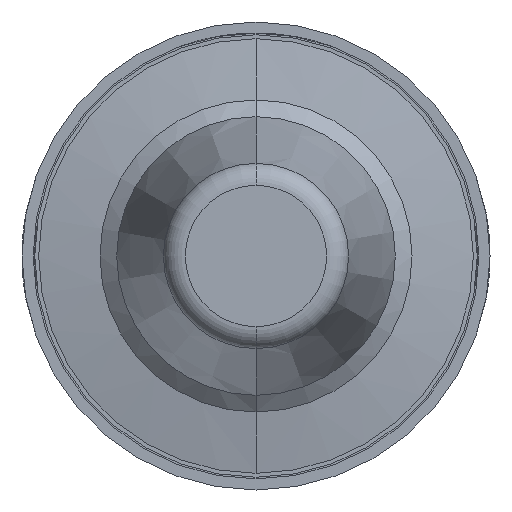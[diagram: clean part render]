
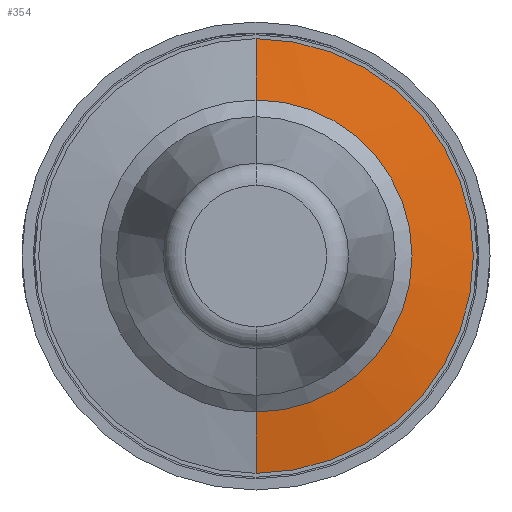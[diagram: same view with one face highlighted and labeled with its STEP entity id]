
A CAD part, front view. The second image highlights one B-rep face of the part: STEP entity #354.
In plain terms, the highlighted conical face has half-angle 80.134 degrees and reference radius 0.8 mm.
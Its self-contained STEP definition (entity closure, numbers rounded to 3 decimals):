
#69 = VERTEX_POINT ( 'NONE', #4095 ) ;
#115 = FACE_OUTER_BOUND ( 'NONE', #135, .T. ) ;
#135 = EDGE_LOOP ( 'NONE', ( #2640, #3891, #3113, #3749 ) ) ;
#144 = EDGE_CURVE ( 'Defeature ausgef�hrt2_20+Defeature ausgef�hrt2_24+Defeature ausgef�hrt2_24+Defeature ausgef�hrt2_24', #4231, #2592, #4265, .T. ) ;
#199 = EDGE_CURVE ( 'NONE', #4231, #69, #1229, .T. ) ;
#210 = AXIS2_PLACEMENT_3D ( 'NONE', #4303, #4286, #4270 ) ;
#255 = EDGE_CURVE ( 'NONE', #2592, #3291, #1948, .T. ) ;
#354 = ADVANCED_FACE ( 'Defeature ausgef�hrt2_20', ( #115 ), #625, .T. ) ;
#625 = CONICAL_SURFACE ( 'NONE', #4807, 0.8, 1.399 ) ;
#909 = AXIS2_PLACEMENT_3D ( 'NONE', #1303, #4579, #2870 ) ;
#1229 = LINE ( 'NONE', #3387, #2009 ) ;
#1303 = CARTESIAN_POINT ( 'NONE',  ( 0., -29.886, 0. ) ) ;
#1636 = EDGE_CURVE ( 'Defeature ausgef�hrt2_21+Defeature ausgef�hrt2_20+Defeature ausgef�hrt2_20+Defeature ausgef�hrt2_20', #69, #3291, #4726, .T. ) ;
#1854 = CARTESIAN_POINT ( 'NONE',  ( 0., -29.9, 0. ) ) ;
#1948 = LINE ( 'NONE', #3017, #2936 ) ;
#2000 = DIRECTION ( 'NONE',  ( 0., 0.171, 0.985 ) ) ;
#2009 = VECTOR ( 'NONE', #2000, 1000. ) ;
#2564 = DIRECTION ( 'NONE',  ( 0., 0.171, -0.985 ) ) ;
#2592 = VERTEX_POINT ( 'NONE', #3192 ) ;
#2640 = ORIENTED_EDGE ( 'NONE', *, *, #144, .T. ) ;
#2870 = DIRECTION ( 'NONE',  ( 0., 0., 1. ) ) ;
#2936 = VECTOR ( 'NONE', #2564, 1000. ) ;
#3017 = CARTESIAN_POINT ( 'NONE',  ( 0., -29.9, -0.8 ) ) ;
#3113 = ORIENTED_EDGE ( 'NONE', *, *, #1636, .F. ) ;
#3192 = CARTESIAN_POINT ( 'NONE',  ( 0., -29.886, -0.883 ) ) ;
#3291 = VERTEX_POINT ( 'NONE', #4340 ) ;
#3387 = CARTESIAN_POINT ( 'NONE',  ( 0., -29.9, 0.8 ) ) ;
#3749 = ORIENTED_EDGE ( 'NONE', *, *, #199, .F. ) ;
#3891 = ORIENTED_EDGE ( 'NONE', *, *, #255, .T. ) ;
#4003 = DIRECTION ( 'NONE',  ( 0., 0., 1. ) ) ;
#4095 = CARTESIAN_POINT ( 'NONE',  ( 0., -29.7, 1.95 ) ) ;
#4231 = VERTEX_POINT ( 'NONE', #4954 ) ;
#4265 = CIRCLE ( 'NONE', #909, 0.883 ) ;
#4270 = DIRECTION ( 'NONE',  ( 0., 0., 1. ) ) ;
#4286 = DIRECTION ( 'NONE',  ( 0., 1., 0. ) ) ;
#4303 = CARTESIAN_POINT ( 'NONE',  ( 0., -29.7, 0. ) ) ;
#4340 = CARTESIAN_POINT ( 'NONE',  ( 0., -29.7, -1.95 ) ) ;
#4579 = DIRECTION ( 'NONE',  ( 0., 1., 0. ) ) ;
#4726 = CIRCLE ( 'NONE', #210, 1.95 ) ;
#4807 = AXIS2_PLACEMENT_3D ( 'NONE', #1854, #4813, #4003 ) ;
#4813 = DIRECTION ( 'NONE',  ( 0., 1., 0. ) ) ;
#4954 = CARTESIAN_POINT ( 'NONE',  ( 0., -29.886, 0.883 ) ) ;
